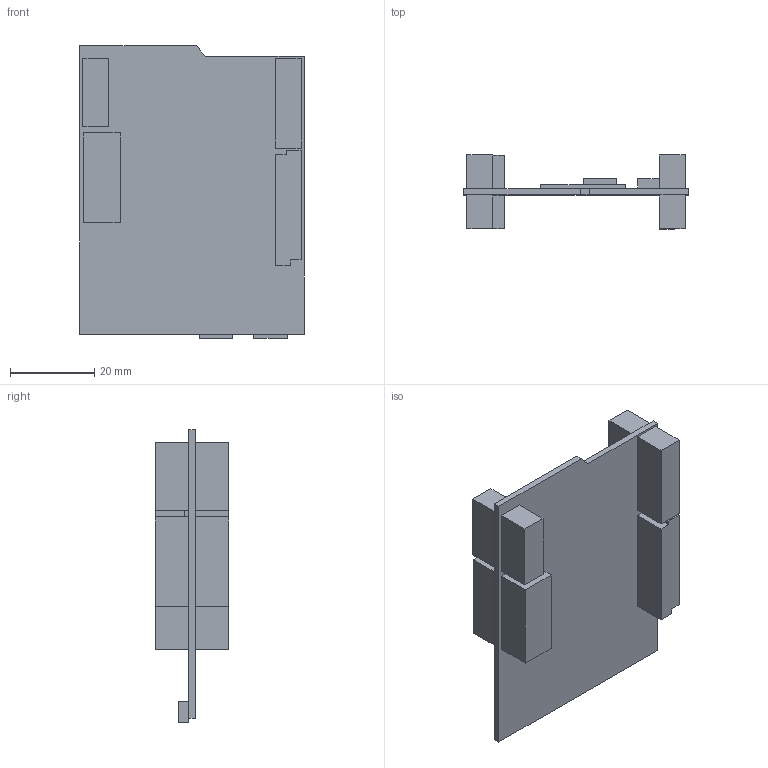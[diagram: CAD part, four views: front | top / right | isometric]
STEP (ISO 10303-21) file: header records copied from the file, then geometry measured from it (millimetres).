
FILE_DESCRIPTION((''),'2;1');
FILE_NAME('GRPEACH','2021-12-18T17:41:53',('watag'),(''),'CREO PARAMETRIC BY PTC INC, 2020281','CREO PARAMETRIC BY PTC INC, 2020281','');
FILE_SCHEMA(('AUTOMOTIVE_DESIGN { 1 0 10303 214 1 1 1 1 }'));
Length unit declared in the file: millimetre
Products named in the file (1): GRPEACH
Bounding box: 53.34 x 17.5 x 69.58 mm (x, y, z)
Volume: 15179.7 mm3; surface area: 11421.7 mm2
Topology: 1 solids, 1 shells, 73 faces, 182 edges, 120 vertices
Faces by surface type: plane 73
Entity records: 2695 total; most frequent: CARTESIAN_POINT 377, ORIENTED_EDGE 364, DIRECTION 328, VECTOR 182, LINE 182, EDGE_CURVE 182, VERTEX_POINT 120, EDGE_LOOP 82
